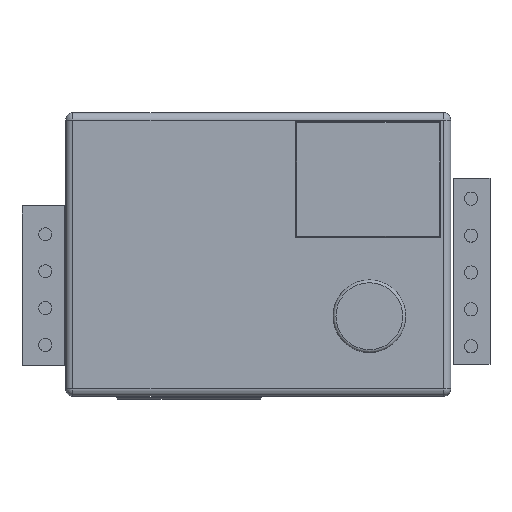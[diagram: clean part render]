
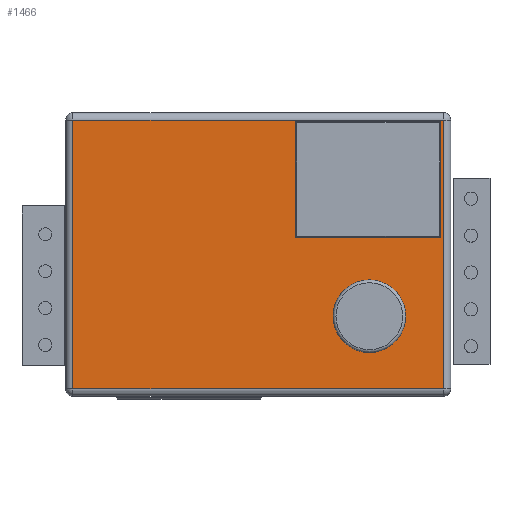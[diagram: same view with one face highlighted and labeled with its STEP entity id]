
A CAD part, top view. The second image highlights one B-rep face of the part: STEP entity #1466.
In plain terms, the highlighted planar face has unit normal (0, 0, 1).
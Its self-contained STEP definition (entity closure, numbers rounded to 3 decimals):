
#1289 = VERTEX_POINT('',#1290);
#1290 = CARTESIAN_POINT('',(-27.3,-17.,8.6));
#1297 = EDGE_CURVE('',#1289,#1298,#1300,.T.);
#1298 = VERTEX_POINT('',#1299);
#1299 = CARTESIAN_POINT('',(-27.3,1.5,8.6));
#1300 = LINE('',#1301,#1302);
#1301 = CARTESIAN_POINT('',(-27.3,-17.5,8.6));
#1302 = VECTOR('',#1303,1.);
#1303 = DIRECTION('',(0.,1.,0.));
#1466 = ADVANCED_FACE('',(#1467,#1492,#1503),#1537,.T.);
#1467 = FACE_BOUND('',#1468,.T.);
#1468 = EDGE_LOOP('',(#1469,#1470,#1478,#1486));
#1469 = ORIENTED_EDGE('',*,*,#1297,.F.);
#1470 = ORIENTED_EDGE('',*,*,#1471,.T.);
#1471 = EDGE_CURVE('',#1289,#1472,#1474,.T.);
#1472 = VERTEX_POINT('',#1473);
#1473 = CARTESIAN_POINT('',(-1.8,-17.,8.6));
#1474 = LINE('',#1475,#1476);
#1475 = CARTESIAN_POINT('',(-27.8,-17.,8.6));
#1476 = VECTOR('',#1477,1.);
#1477 = DIRECTION('',(1.,0.,0.));
#1478 = ORIENTED_EDGE('',*,*,#1479,.T.);
#1479 = EDGE_CURVE('',#1472,#1480,#1482,.T.);
#1480 = VERTEX_POINT('',#1481);
#1481 = CARTESIAN_POINT('',(-1.8,1.5,8.6));
#1482 = LINE('',#1483,#1484);
#1483 = CARTESIAN_POINT('',(-1.8,-17.5,8.6));
#1484 = VECTOR('',#1485,1.);
#1485 = DIRECTION('',(0.,1.,0.));
#1486 = ORIENTED_EDGE('',*,*,#1487,.F.);
#1487 = EDGE_CURVE('',#1298,#1480,#1488,.T.);
#1488 = LINE('',#1489,#1490);
#1489 = CARTESIAN_POINT('',(-27.8,1.5,8.6));
#1490 = VECTOR('',#1491,1.);
#1491 = DIRECTION('',(1.,0.,0.));
#1492 = FACE_BOUND('',#1493,.T.);
#1493 = EDGE_LOOP('',(#1494));
#1494 = ORIENTED_EDGE('',*,*,#1495,.F.);
#1495 = EDGE_CURVE('',#1496,#1496,#1498,.T.);
#1496 = VERTEX_POINT('',#1497);
#1497 = CARTESIAN_POINT('',(-4.4,-12.,8.6));
#1498 = CIRCLE('',#1499,2.5);
#1499 = AXIS2_PLACEMENT_3D('',#1500,#1501,#1502);
#1500 = CARTESIAN_POINT('',(-6.9,-12.,8.6));
#1501 = DIRECTION('',(0.,0.,1.));
#1502 = DIRECTION('',(1.,0.,0.));
#1503 = FACE_BOUND('',#1504,.T.);
#1504 = EDGE_LOOP('',(#1505,#1515,#1523,#1531));
#1505 = ORIENTED_EDGE('',*,*,#1506,.T.);
#1506 = EDGE_CURVE('',#1507,#1509,#1511,.T.);
#1507 = VERTEX_POINT('',#1508);
#1508 = CARTESIAN_POINT('',(-12.,-6.6,8.6));
#1509 = VERTEX_POINT('',#1510);
#1510 = CARTESIAN_POINT('',(-12.,1.4,8.6));
#1511 = LINE('',#1512,#1513);
#1512 = CARTESIAN_POINT('',(-12.,-6.6,8.6));
#1513 = VECTOR('',#1514,1.);
#1514 = DIRECTION('',(0.,1.,0.));
#1515 = ORIENTED_EDGE('',*,*,#1516,.T.);
#1516 = EDGE_CURVE('',#1509,#1517,#1519,.T.);
#1517 = VERTEX_POINT('',#1518);
#1518 = CARTESIAN_POINT('',(-2.,1.4,8.6));
#1519 = LINE('',#1520,#1521);
#1520 = CARTESIAN_POINT('',(-12.,1.4,8.6));
#1521 = VECTOR('',#1522,1.);
#1522 = DIRECTION('',(1.,0.,0.));
#1523 = ORIENTED_EDGE('',*,*,#1524,.F.);
#1524 = EDGE_CURVE('',#1525,#1517,#1527,.T.);
#1525 = VERTEX_POINT('',#1526);
#1526 = CARTESIAN_POINT('',(-2.,-6.6,8.6));
#1527 = LINE('',#1528,#1529);
#1528 = CARTESIAN_POINT('',(-2.,-6.6,8.6));
#1529 = VECTOR('',#1530,1.);
#1530 = DIRECTION('',(0.,1.,0.));
#1531 = ORIENTED_EDGE('',*,*,#1532,.F.);
#1532 = EDGE_CURVE('',#1507,#1525,#1533,.T.);
#1533 = LINE('',#1534,#1535);
#1534 = CARTESIAN_POINT('',(-12.,-6.6,8.6));
#1535 = VECTOR('',#1536,1.);
#1536 = DIRECTION('',(1.,0.,0.));
#1537 = PLANE('',#1538);
#1538 = AXIS2_PLACEMENT_3D('',#1539,#1540,#1541);
#1539 = CARTESIAN_POINT('',(-27.8,-17.5,8.6));
#1540 = DIRECTION('',(0.,0.,1.));
#1541 = DIRECTION('',(1.,0.,0.));
